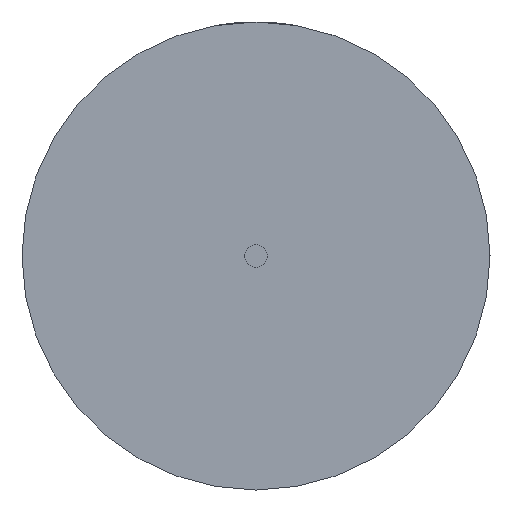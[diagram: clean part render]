
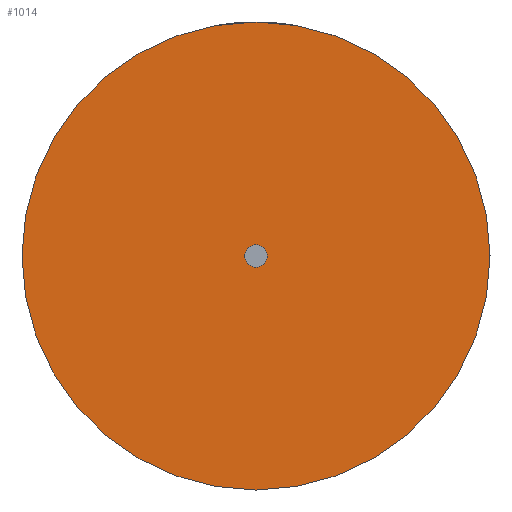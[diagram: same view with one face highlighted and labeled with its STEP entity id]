
A CAD part, left-side view. The second image highlights one B-rep face of the part: STEP entity #1014.
In plain terms, the highlighted planar face has unit normal (-1, 0, 0).
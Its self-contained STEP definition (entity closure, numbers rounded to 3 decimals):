
#200 = VERTEX_POINT ( 'NONE', #1964 ) ;
#201 = DIRECTION ( 'NONE',  ( -1., 0., 0. ) ) ;
#307 = ORIENTED_EDGE ( 'NONE', *, *, #2899, .T. ) ;
#559 = EDGE_CURVE ( 'NONE', #200, #1838, #657, .T. ) ;
#639 = CARTESIAN_POINT ( 'NONE',  ( -0.005, 0., 0. ) ) ;
#640 = DIRECTION ( 'NONE',  ( -1., 0., 0. ) ) ;
#657 = CIRCLE ( 'NONE', #1445, 0.6 ) ;
#750 = FACE_OUTER_BOUND ( 'NONE', #3246, .T. ) ;
#767 = ORIENTED_EDGE ( 'NONE', *, *, #559, .F. ) ;
#905 = EDGE_LOOP ( 'NONE', ( #767, #2045 ) ) ;
#1014 = ADVANCED_FACE ( 'NONE', ( #750, #2374 ), #2119, .T. ) ;
#1015 = CARTESIAN_POINT ( 'NONE',  ( -0.005, 0., 0.6 ) ) ;
#1147 = DIRECTION ( 'NONE',  ( 0., 0., 1. ) ) ;
#1243 = CIRCLE ( 'NONE', #1644, 0.6 ) ;
#1320 = DIRECTION ( 'NONE',  ( -1., 0., 0. ) ) ;
#1324 = CIRCLE ( 'NONE', #1985, 12.25 ) ;
#1413 = DIRECTION ( 'NONE',  ( 0., 0., 1. ) ) ;
#1445 = AXIS2_PLACEMENT_3D ( 'NONE', #639, #1936, #2446 ) ;
#1464 = VERTEX_POINT ( 'NONE', #1500 ) ;
#1500 = CARTESIAN_POINT ( 'NONE',  ( -0.005, 0., -12.25 ) ) ;
#1644 = AXIS2_PLACEMENT_3D ( 'NONE', #2452, #201, #1694 ) ;
#1694 = DIRECTION ( 'NONE',  ( 0., 0., 1. ) ) ;
#1760 = CARTESIAN_POINT ( 'NONE',  ( -0.005, 0., 0. ) ) ;
#1822 = AXIS2_PLACEMENT_3D ( 'NONE', #2873, #1861, #1413 ) ;
#1838 = VERTEX_POINT ( 'NONE', #1015 ) ;
#1861 = DIRECTION ( 'NONE',  ( -1., 0., 0. ) ) ;
#1869 = EDGE_CURVE ( 'NONE', #2069, #1464, #1324, .T. ) ;
#1936 = DIRECTION ( 'NONE',  ( -1., 0., 0. ) ) ;
#1964 = CARTESIAN_POINT ( 'NONE',  ( -0.005, 0., -0.6 ) ) ;
#1985 = AXIS2_PLACEMENT_3D ( 'NONE', #1760, #1320, #2028 ) ;
#2028 = DIRECTION ( 'NONE',  ( 0., 0., 1. ) ) ;
#2045 = ORIENTED_EDGE ( 'NONE', *, *, #2831, .F. ) ;
#2069 = VERTEX_POINT ( 'NONE', #2451 ) ;
#2119 = PLANE ( 'NONE',  #1822 ) ;
#2148 = ORIENTED_EDGE ( 'NONE', *, *, #1869, .T. ) ;
#2374 = FACE_BOUND ( 'NONE', #905, .T. ) ;
#2446 = DIRECTION ( 'NONE',  ( 0., 0., 1. ) ) ;
#2451 = CARTESIAN_POINT ( 'NONE',  ( -0.005, 0., 12.25 ) ) ;
#2452 = CARTESIAN_POINT ( 'NONE',  ( -0.005, 0., 0. ) ) ;
#2805 = AXIS2_PLACEMENT_3D ( 'NONE', #3158, #640, #1147 ) ;
#2831 = EDGE_CURVE ( 'NONE', #1838, #200, #1243, .T. ) ;
#2873 = CARTESIAN_POINT ( 'NONE',  ( -0.005, 0., 0. ) ) ;
#2899 = EDGE_CURVE ( 'NONE', #1464, #2069, #3102, .T. ) ;
#3102 = CIRCLE ( 'NONE', #2805, 12.25 ) ;
#3158 = CARTESIAN_POINT ( 'NONE',  ( -0.005, 0., 0. ) ) ;
#3246 = EDGE_LOOP ( 'NONE', ( #307, #2148 ) ) ;
